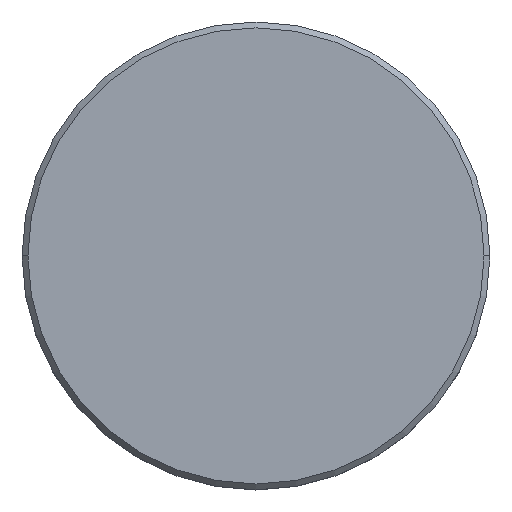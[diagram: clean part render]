
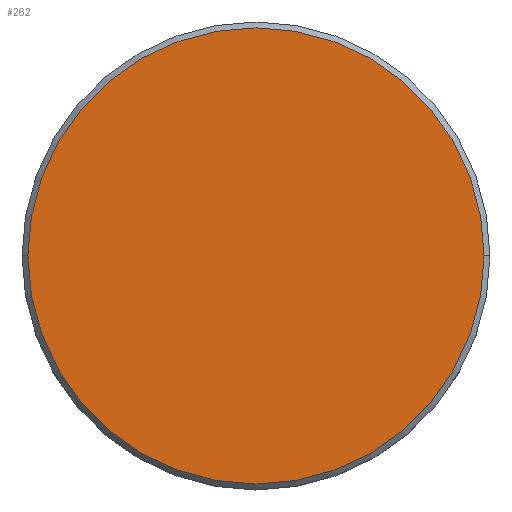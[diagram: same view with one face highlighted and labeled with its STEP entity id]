
A CAD part, top view. The second image highlights one B-rep face of the part: STEP entity #262.
In plain terms, the highlighted planar face has unit normal (0, 0, 1).
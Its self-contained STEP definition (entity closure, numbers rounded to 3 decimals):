
#13 = EDGE_LOOP ( 'NONE', ( #603, #309 ) ) ;
#86 = CARTESIAN_POINT ( 'NONE',  ( 0., 0., 0. ) ) ;
#111 = VERTEX_POINT ( 'NONE', #276 ) ;
#136 = EDGE_CURVE ( 'NONE', #828, #111, #532, .T. ) ;
#146 = DIRECTION ( 'NONE',  ( 1., 0., 0. ) ) ;
#156 = DIRECTION ( 'NONE',  ( 1., 0., 0. ) ) ;
#198 = PLANE ( 'NONE',  #784 ) ;
#262 = ADVANCED_FACE ( 'NONE', ( #933 ), #198, .T. ) ;
#276 = CARTESIAN_POINT ( 'NONE',  ( -19.5, 0., 0. ) ) ;
#309 = ORIENTED_EDGE ( 'NONE', *, *, #136, .T. ) ;
#370 = DIRECTION ( 'NONE',  ( 1., 0., 0. ) ) ;
#408 = CARTESIAN_POINT ( 'NONE',  ( 19.5, 0., 0. ) ) ;
#532 = CIRCLE ( 'NONE', #983, 19.5 ) ;
#553 = DIRECTION ( 'NONE',  ( 0., 0., 1. ) ) ;
#564 = CARTESIAN_POINT ( 'NONE',  ( 0., 0., 0. ) ) ;
#603 = ORIENTED_EDGE ( 'NONE', *, *, #921, .T. ) ;
#655 = CARTESIAN_POINT ( 'NONE',  ( 0., 0., 0. ) ) ;
#708 = DIRECTION ( 'NONE',  ( 0., 0., 1. ) ) ;
#784 = AXIS2_PLACEMENT_3D ( 'NONE', #564, #871, #146 ) ;
#828 = VERTEX_POINT ( 'NONE', #408 ) ;
#871 = DIRECTION ( 'NONE',  ( 0., 0., 1. ) ) ;
#921 = EDGE_CURVE ( 'NONE', #111, #828, #974, .T. ) ;
#933 = FACE_OUTER_BOUND ( 'NONE', #13, .T. ) ;
#974 = CIRCLE ( 'NONE', #1012, 19.5 ) ;
#983 = AXIS2_PLACEMENT_3D ( 'NONE', #655, #553, #370 ) ;
#1012 = AXIS2_PLACEMENT_3D ( 'NONE', #86, #708, #156 ) ;
